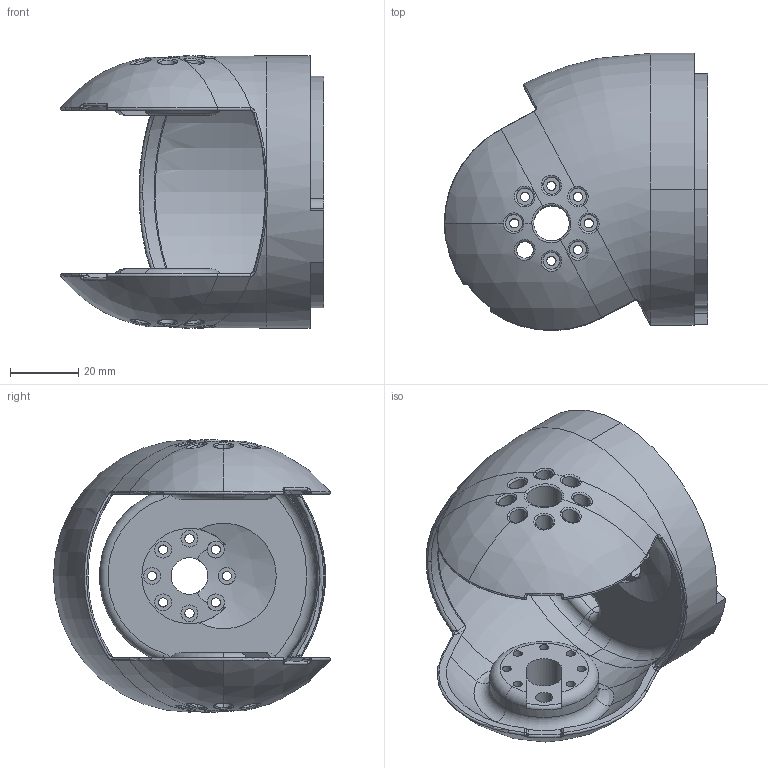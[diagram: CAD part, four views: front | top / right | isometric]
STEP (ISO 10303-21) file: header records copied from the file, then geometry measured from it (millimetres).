
FILE_DESCRIPTION (( 'STEP AP203' ), '1' );
FILE_NAME ('2015-09-25_Schulter_L.STEP', '2015-09-27T18:36:37', ( '' ), ( '' ), 'SwSTEP 2.0', 'SolidWorks 2014', '' );
FILE_SCHEMA (( 'CONFIG_CONTROL_DESIGN' ));
Length unit declared in the file: millimetre
Products named in the file (1): 2015-09-25_Schulter_L
Bounding box: 77.4 x 81.48 x 80 mm (x, y, z)
Volume: 69052 mm3; surface area: 44799 mm2
Topology: 1 solids, 1 shells, 413 faces, 1075 edges, 686 vertices
Faces by surface type: cylinder 183, plane 98, bspline 73, torus 42, sphere 17
Entity records: 20007 total; most frequent: CARTESIAN_POINT 9977, ORIENTED_EDGE 2138, DIRECTION 2063, EDGE_CURVE 1069, AXIS2_PLACEMENT_3D 870, VERTEX_POINT 682, CIRCLE 529, EDGE_LOOP 493
